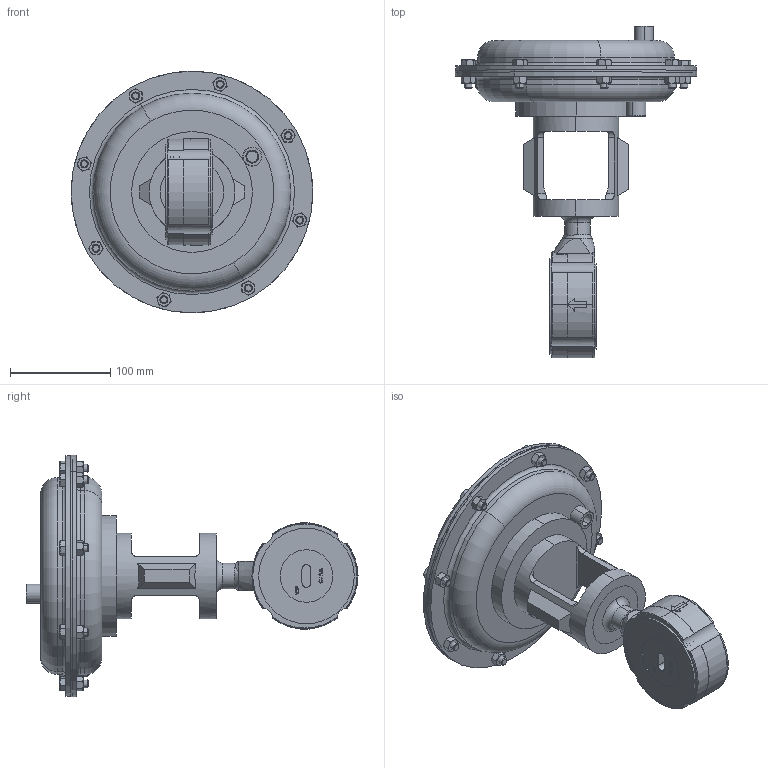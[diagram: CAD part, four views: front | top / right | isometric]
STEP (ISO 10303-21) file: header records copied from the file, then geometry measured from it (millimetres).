
FILE_DESCRIPTION (( 'STEP AP203' ), '1' );
FILE_NAME ('75-200-CS+S6-I3-35M.STEP', '2017-08-23T12:29:08', ( '' ), ( '' ), 'SwSTEP 2.0', 'SolidWorks 2014', '' );
FILE_SCHEMA (( 'CONFIG_CONTROL_DESIGN' ));
Length unit declared in the file: inch
Products named in the file (2): 75-200-CS+S6-I3-35M
Bounding box: 241.29 x 331.41 x 241.29 mm (x, y, z)
Volume: 3339914.7 mm3; surface area: 461368.8 mm2
Topology: 25 solids, 25 shells, 621 faces, 1428 edges, 892 vertices
Faces by surface type: plane 272, cone 182, cylinder 100, bspline 50, torus 17
Entity records: 24211 total; most frequent: CARTESIAN_POINT 10746, ORIENTED_EDGE 2856, DIRECTION 2553, EDGE_CURVE 1428, AXIS2_PLACEMENT_3D 1008, VERTEX_POINT 892, EDGE_LOOP 662, FACE_OUTER_BOUND 621
